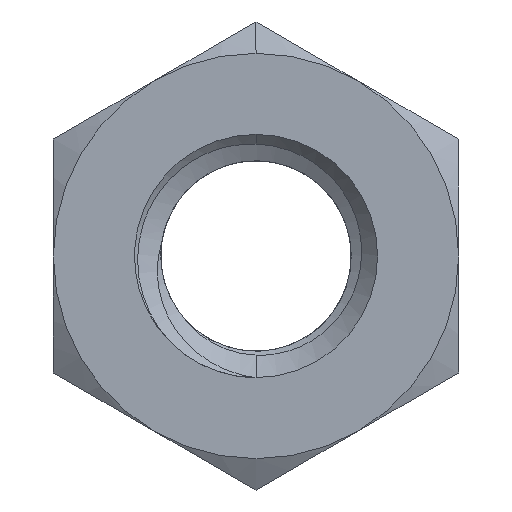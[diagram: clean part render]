
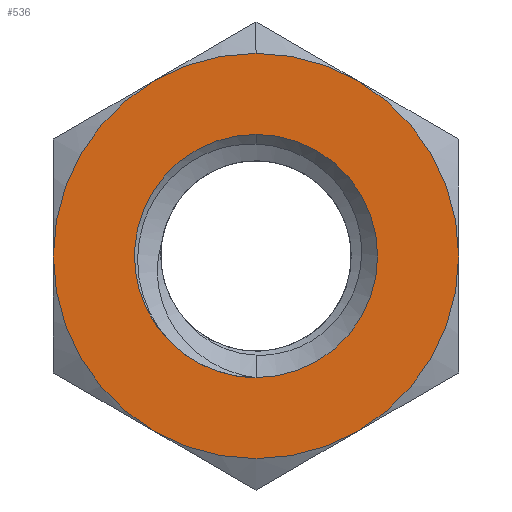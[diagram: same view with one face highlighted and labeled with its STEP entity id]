
A CAD part, front view. The second image highlights one B-rep face of the part: STEP entity #536.
In plain terms, the highlighted planar face has unit normal (0, -1, 0).
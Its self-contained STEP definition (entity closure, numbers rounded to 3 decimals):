
#5 = VERTEX_POINT ( 'NONE', #2262 ) ;
#27 = DIRECTION ( 'NONE',  ( 0., -1., 0. ) ) ;
#53 = CARTESIAN_POINT ( 'NONE',  ( 0., -2.5, 0. ) ) ;
#89 = EDGE_CURVE ( 'NONE', #2198, #1726, #1625, .T. ) ;
#90 = DIRECTION ( 'NONE',  ( 0., 0., 1. ) ) ;
#156 = ORIENTED_EDGE ( 'NONE', *, *, #2149, .T. ) ;
#363 = ORIENTED_EDGE ( 'NONE', *, *, #89, .T. ) ;
#373 = VERTEX_POINT ( 'NONE', #1208 ) ;
#375 = EDGE_CURVE ( 'NONE', #1549, #1558, #904, .T. ) ;
#378 = DIRECTION ( 'NONE',  ( 0., 0., 1. ) ) ;
#398 = AXIS2_PLACEMENT_3D ( 'NONE', #863, #1376, #476 ) ;
#433 = AXIS2_PLACEMENT_3D ( 'NONE', #1426, #27, #1930 ) ;
#476 = DIRECTION ( 'NONE',  ( 0., 0., 1. ) ) ;
#486 = DIRECTION ( 'NONE',  ( 0., 1., 0. ) ) ;
#502 = CIRCLE ( 'NONE', #2156, 5. ) ;
#508 = CARTESIAN_POINT ( 'NONE',  ( -5., -2.5, -2.887 ) ) ;
#536 = ADVANCED_FACE ( 'NONE', ( #2270, #841 ), #2278, .F. ) ;
#538 = CARTESIAN_POINT ( 'NONE',  ( 0., -2.5, 0. ) ) ;
#542 = AXIS2_PLACEMENT_3D ( 'NONE', #1515, #949, #2240 ) ;
#562 = EDGE_CURVE ( 'NONE', #1558, #1436, #1397, .T. ) ;
#576 = CIRCLE ( 'NONE', #2004, 5. ) ;
#611 = CIRCLE ( 'NONE', #1469, 5. ) ;
#677 = ORIENTED_EDGE ( 'NONE', *, *, #375, .T. ) ;
#689 = CARTESIAN_POINT ( 'NONE',  ( 0., -2.5, 0. ) ) ;
#720 = AXIS2_PLACEMENT_3D ( 'NONE', #1710, #765, #90 ) ;
#721 = EDGE_LOOP ( 'NONE', ( #156, #1847, #1977, #1191, #363, #741, #1125 ) ) ;
#730 = CARTESIAN_POINT ( 'NONE',  ( -2.5, -2.5, 4.33 ) ) ;
#741 = ORIENTED_EDGE ( 'NONE', *, *, #1280, .T. ) ;
#747 = DIRECTION ( 'NONE',  ( 0., -1., 0. ) ) ;
#760 = CIRCLE ( 'NONE', #542, 5. ) ;
#765 = DIRECTION ( 'NONE',  ( 0., 1., 0. ) ) ;
#841 = FACE_BOUND ( 'NONE', #1872, .T. ) ;
#863 = CARTESIAN_POINT ( 'NONE',  ( 0., -2.5, 0. ) ) ;
#871 = AXIS2_PLACEMENT_3D ( 'NONE', #538, #1652, #1677 ) ;
#904 = CIRCLE ( 'NONE', #398, 3. ) ;
#949 = DIRECTION ( 'NONE',  ( 0., -1., 0. ) ) ;
#1034 = DIRECTION ( 'NONE',  ( 0., 0., 1. ) ) ;
#1088 = EDGE_CURVE ( 'NONE', #5, #2198, #611, .T. ) ;
#1097 = DIRECTION ( 'NONE',  ( 0., 0., 1. ) ) ;
#1124 = CARTESIAN_POINT ( 'NONE',  ( 0., -2.5, 3. ) ) ;
#1125 = ORIENTED_EDGE ( 'NONE', *, *, #1898, .F. ) ;
#1170 = CARTESIAN_POINT ( 'NONE',  ( 2.5, -2.5, 4.33 ) ) ;
#1191 = ORIENTED_EDGE ( 'NONE', *, *, #1088, .T. ) ;
#1208 = CARTESIAN_POINT ( 'NONE',  ( 0., -2.5, 5. ) ) ;
#1222 = DIRECTION ( 'NONE',  ( 0., 0., 1. ) ) ;
#1242 = CARTESIAN_POINT ( 'NONE',  ( 0., -2.5, 0. ) ) ;
#1253 = CARTESIAN_POINT ( 'NONE',  ( 2.5, -2.5, -4.33 ) ) ;
#1280 = EDGE_CURVE ( 'NONE', #1726, #2287, #576, .T. ) ;
#1310 = EDGE_CURVE ( 'NONE', #373, #1460, #1968, .T. ) ;
#1376 = DIRECTION ( 'NONE',  ( 0., 1., 0. ) ) ;
#1384 = DIRECTION ( 'NONE',  ( 0., 1., 0. ) ) ;
#1395 = DIRECTION ( 'NONE',  ( 0., 1., 0. ) ) ;
#1397 = CIRCLE ( 'NONE', #1660, 3. ) ;
#1408 = EDGE_CURVE ( 'NONE', #1460, #5, #1894, .T. ) ;
#1426 = CARTESIAN_POINT ( 'NONE',  ( 0., -2.5, 0. ) ) ;
#1436 = VERTEX_POINT ( 'NONE', #1124 ) ;
#1460 = VERTEX_POINT ( 'NONE', #730 ) ;
#1469 = AXIS2_PLACEMENT_3D ( 'NONE', #53, #747, #378 ) ;
#1515 = CARTESIAN_POINT ( 'NONE',  ( 0., -2.5, 0. ) ) ;
#1541 = AXIS2_PLACEMENT_3D ( 'NONE', #508, #1384, #1034 ) ;
#1549 = VERTEX_POINT ( 'NONE', #2051 ) ;
#1558 = VERTEX_POINT ( 'NONE', #1734 ) ;
#1604 = DIRECTION ( 'NONE',  ( 0., 0., 1. ) ) ;
#1605 = VERTEX_POINT ( 'NONE', #1170 ) ;
#1625 = CIRCLE ( 'NONE', #1703, 5. ) ;
#1647 = CARTESIAN_POINT ( 'NONE',  ( 0., -2.5, 0. ) ) ;
#1652 = DIRECTION ( 'NONE',  ( 0., -1., 0. ) ) ;
#1660 = AXIS2_PLACEMENT_3D ( 'NONE', #2290, #1395, #1222 ) ;
#1677 = DIRECTION ( 'NONE',  ( 0., 0., 1. ) ) ;
#1682 = ORIENTED_EDGE ( 'NONE', *, *, #562, .T. ) ;
#1691 = ORIENTED_EDGE ( 'NONE', *, *, #2205, .T. ) ;
#1703 = AXIS2_PLACEMENT_3D ( 'NONE', #1647, #1804, #1097 ) ;
#1710 = CARTESIAN_POINT ( 'NONE',  ( 0., -2.5, 0. ) ) ;
#1720 = CARTESIAN_POINT ( 'NONE',  ( -2.5, -2.5, -4.33 ) ) ;
#1726 = VERTEX_POINT ( 'NONE', #1253 ) ;
#1734 = CARTESIAN_POINT ( 'NONE',  ( -2.121, -2.5, -2.121 ) ) ;
#1804 = DIRECTION ( 'NONE',  ( 0., -1., 0. ) ) ;
#1847 = ORIENTED_EDGE ( 'NONE', *, *, #1310, .T. ) ;
#1862 = CARTESIAN_POINT ( 'NONE',  ( 5., -2.5, 0. ) ) ;
#1872 = EDGE_LOOP ( 'NONE', ( #677, #1682, #1691 ) ) ;
#1894 = CIRCLE ( 'NONE', #871, 5. ) ;
#1898 = EDGE_CURVE ( 'NONE', #1605, #2287, #502, .T. ) ;
#1930 = DIRECTION ( 'NONE',  ( 0., 0., 1. ) ) ;
#1968 = CIRCLE ( 'NONE', #433, 5. ) ;
#1972 = CIRCLE ( 'NONE', #720, 3. ) ;
#1977 = ORIENTED_EDGE ( 'NONE', *, *, #1408, .T. ) ;
#2004 = AXIS2_PLACEMENT_3D ( 'NONE', #1242, #2129, #1604 ) ;
#2051 = CARTESIAN_POINT ( 'NONE',  ( 0., -2.5, -3. ) ) ;
#2129 = DIRECTION ( 'NONE',  ( 0., -1., 0. ) ) ;
#2149 = EDGE_CURVE ( 'NONE', #1605, #373, #760, .T. ) ;
#2156 = AXIS2_PLACEMENT_3D ( 'NONE', #689, #486, #2304 ) ;
#2198 = VERTEX_POINT ( 'NONE', #1720 ) ;
#2205 = EDGE_CURVE ( 'NONE', #1436, #1549, #1972, .T. ) ;
#2240 = DIRECTION ( 'NONE',  ( 0., 0., 1. ) ) ;
#2262 = CARTESIAN_POINT ( 'NONE',  ( -5., -2.5, 0. ) ) ;
#2270 = FACE_OUTER_BOUND ( 'NONE', #721, .T. ) ;
#2278 = PLANE ( 'NONE',  #1541 ) ;
#2287 = VERTEX_POINT ( 'NONE', #1862 ) ;
#2290 = CARTESIAN_POINT ( 'NONE',  ( 0., -2.5, 0. ) ) ;
#2304 = DIRECTION ( 'NONE',  ( 0., 0., 1. ) ) ;
